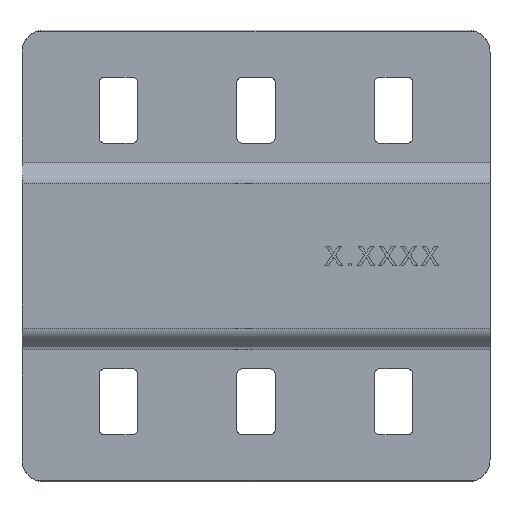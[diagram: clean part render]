
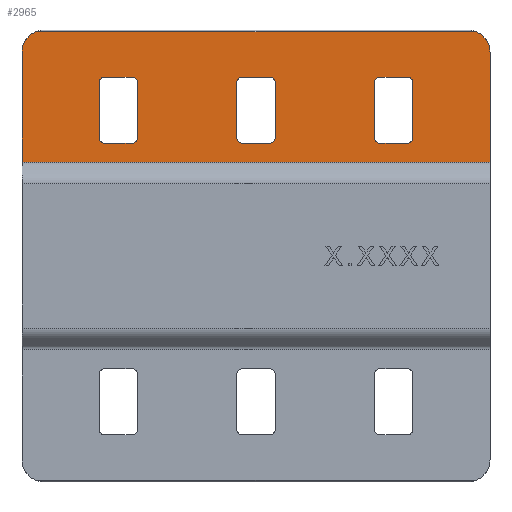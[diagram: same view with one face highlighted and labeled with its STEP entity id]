
A CAD part, top view. The second image highlights one B-rep face of the part: STEP entity #2965.
In plain terms, the highlighted planar face has unit normal (0, 0, 1).
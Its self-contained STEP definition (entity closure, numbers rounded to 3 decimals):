
#1=DIRECTION('',(0.,-1.,0.));
#2=VECTOR('',#1,19.964);
#3=CARTESIAN_POINT('',(92.5,37.,1.5));
#4=LINE('',#3,#2);
#139=CARTESIAN_POINT('',(77.5,21.5,1.5));
#140=DIRECTION('',(0.,0.,-1.));
#141=DIRECTION('',(1.,0.,0.));
#142=AXIS2_PLACEMENT_3D('',#139,#140,#141);
#144=CARTESIAN_POINT('',(77.5,31.5,1.5));
#145=DIRECTION('',(0.,0.,-1.));
#146=DIRECTION('',(0.,1.,0.));
#147=AXIS2_PLACEMENT_3D('',#144,#145,#146);
#149=CARTESIAN_POINT('',(72.5,31.5,1.5));
#150=DIRECTION('',(0.,0.,-1.));
#151=DIRECTION('',(-1.,0.,0.));
#152=AXIS2_PLACEMENT_3D('',#149,#150,#151);
#154=CARTESIAN_POINT('',(72.5,21.5,1.5));
#155=DIRECTION('',(0.,0.,-1.));
#156=DIRECTION('',(0.,-1.,0.));
#157=AXIS2_PLACEMENT_3D('',#154,#155,#156);
#159=CARTESIAN_POINT('',(27.5,21.5,1.5));
#160=DIRECTION('',(0.,0.,-1.));
#161=DIRECTION('',(1.,0.,0.));
#162=AXIS2_PLACEMENT_3D('',#159,#160,#161);
#164=CARTESIAN_POINT('',(27.5,31.5,1.5));
#165=DIRECTION('',(0.,0.,-1.));
#166=DIRECTION('',(0.,1.,0.));
#167=AXIS2_PLACEMENT_3D('',#164,#165,#166);
#169=CARTESIAN_POINT('',(22.5,31.5,1.5));
#170=DIRECTION('',(0.,0.,-1.));
#171=DIRECTION('',(-1.,0.,0.));
#172=AXIS2_PLACEMENT_3D('',#169,#170,#171);
#174=CARTESIAN_POINT('',(22.5,21.5,1.5));
#175=DIRECTION('',(0.,0.,-1.));
#176=DIRECTION('',(0.,-1.,0.));
#177=AXIS2_PLACEMENT_3D('',#174,#175,#176);
#179=CARTESIAN_POINT('',(52.5,21.5,1.5));
#180=DIRECTION('',(0.,0.,-1.));
#181=DIRECTION('',(1.,0.,0.));
#182=AXIS2_PLACEMENT_3D('',#179,#180,#181);
#184=CARTESIAN_POINT('',(52.5,31.5,1.5));
#185=DIRECTION('',(0.,0.,-1.));
#186=DIRECTION('',(0.,1.,0.));
#187=AXIS2_PLACEMENT_3D('',#184,#185,#186);
#189=CARTESIAN_POINT('',(47.5,31.5,1.5));
#190=DIRECTION('',(0.,0.,-1.));
#191=DIRECTION('',(-1.,0.,0.));
#192=AXIS2_PLACEMENT_3D('',#189,#190,#191);
#194=CARTESIAN_POINT('',(47.5,21.5,1.5));
#195=DIRECTION('',(0.,0.,-1.));
#196=DIRECTION('',(0.,-1.,0.));
#197=AXIS2_PLACEMENT_3D('',#194,#195,#196);
#199=CARTESIAN_POINT('',(11.5,37.,1.5));
#200=DIRECTION('',(0.,0.,1.));
#201=DIRECTION('',(-0.38,0.925,0.));
#202=AXIS2_PLACEMENT_3D('',#199,#200,#201);
#204=DIRECTION('',(1.,0.,0.));
#205=VECTOR('',#204,80.04);
#206=CARTESIAN_POINT('',(9.98,40.7,1.5));
#207=LINE('',#206,#205);
#208=CARTESIAN_POINT('',(88.5,37.,1.5));
#209=DIRECTION('',(0.,0.,1.));
#210=DIRECTION('',(1.,0.,0.));
#211=AXIS2_PLACEMENT_3D('',#208,#209,#210);
#213=DIRECTION('',(1.,0.,0.));
#214=VECTOR('',#213,5.);
#215=CARTESIAN_POINT('',(72.5,20.5,1.5));
#216=LINE('',#215,#214);
#225=DIRECTION('',(0.,1.,0.));
#226=VECTOR('',#225,10.);
#227=CARTESIAN_POINT('',(78.5,21.5,1.5));
#228=LINE('',#227,#226);
#237=DIRECTION('',(-1.,0.,0.));
#238=VECTOR('',#237,5.);
#239=CARTESIAN_POINT('',(77.5,32.5,1.5));
#240=LINE('',#239,#238);
#249=DIRECTION('',(0.,-1.,0.));
#250=VECTOR('',#249,10.);
#251=CARTESIAN_POINT('',(71.5,31.5,1.5));
#252=LINE('',#251,#250);
#253=DIRECTION('',(1.,0.,0.));
#254=VECTOR('',#253,5.);
#255=CARTESIAN_POINT('',(22.5,20.5,1.5));
#256=LINE('',#255,#254);
#265=DIRECTION('',(0.,-1.,0.));
#266=VECTOR('',#265,10.);
#267=CARTESIAN_POINT('',(21.5,31.5,1.5));
#268=LINE('',#267,#266);
#277=DIRECTION('',(-1.,0.,0.));
#278=VECTOR('',#277,5.);
#279=CARTESIAN_POINT('',(27.5,32.5,1.5));
#280=LINE('',#279,#278);
#289=DIRECTION('',(0.,1.,0.));
#290=VECTOR('',#289,10.);
#291=CARTESIAN_POINT('',(28.5,21.5,1.5));
#292=LINE('',#291,#290);
#301=DIRECTION('',(1.,0.,0.));
#302=VECTOR('',#301,5.);
#303=CARTESIAN_POINT('',(47.5,20.5,1.5));
#304=LINE('',#303,#302);
#313=DIRECTION('',(0.,-1.,0.));
#314=VECTOR('',#313,10.);
#315=CARTESIAN_POINT('',(46.5,31.5,1.5));
#316=LINE('',#315,#314);
#325=DIRECTION('',(-1.,0.,0.));
#326=VECTOR('',#325,5.);
#327=CARTESIAN_POINT('',(52.5,32.5,1.5));
#328=LINE('',#327,#326);
#337=DIRECTION('',(0.,1.,0.));
#338=VECTOR('',#337,10.);
#339=CARTESIAN_POINT('',(53.5,21.5,1.5));
#340=LINE('',#339,#338);
#377=CARTESIAN_POINT('',(9.98,40.7,1.5));
#383=DIRECTION('',(0.,-1.,0.));
#384=VECTOR('',#383,19.964);
#385=CARTESIAN_POINT('',(7.5,37.,1.5));
#386=LINE('',#385,#384);
#451=DIRECTION('',(-1.,0.,0.));
#452=VECTOR('',#451,85.);
#453=CARTESIAN_POINT('',(92.5,17.036,1.5));
#454=LINE('',#453,#452);
#2183=CARTESIAN_POINT('',(72.5,20.5,1.5));
#2184=CARTESIAN_POINT('',(77.5,20.5,1.5));
#2185=VERTEX_POINT('',#2183);
#2186=VERTEX_POINT('',#2184);
#2187=CARTESIAN_POINT('',(71.5,21.5,1.5));
#2188=VERTEX_POINT('',#2187);
#2189=CARTESIAN_POINT('',(71.5,31.5,1.5));
#2190=VERTEX_POINT('',#2189);
#2191=CARTESIAN_POINT('',(72.5,32.5,1.5));
#2192=VERTEX_POINT('',#2191);
#2193=CARTESIAN_POINT('',(77.5,32.5,1.5));
#2194=VERTEX_POINT('',#2193);
#2195=CARTESIAN_POINT('',(78.5,31.5,1.5));
#2196=VERTEX_POINT('',#2195);
#2197=CARTESIAN_POINT('',(78.5,21.5,1.5));
#2198=VERTEX_POINT('',#2197);
#2199=CARTESIAN_POINT('',(22.5,20.5,1.5));
#2200=CARTESIAN_POINT('',(27.5,20.5,1.5));
#2201=VERTEX_POINT('',#2199);
#2202=VERTEX_POINT('',#2200);
#2203=CARTESIAN_POINT('',(21.5,21.5,1.5));
#2204=VERTEX_POINT('',#2203);
#2205=CARTESIAN_POINT('',(21.5,31.5,1.5));
#2206=VERTEX_POINT('',#2205);
#2207=CARTESIAN_POINT('',(22.5,32.5,1.5));
#2208=VERTEX_POINT('',#2207);
#2209=CARTESIAN_POINT('',(27.5,32.5,1.5));
#2210=VERTEX_POINT('',#2209);
#2211=CARTESIAN_POINT('',(28.5,31.5,1.5));
#2212=VERTEX_POINT('',#2211);
#2213=CARTESIAN_POINT('',(28.5,21.5,1.5));
#2214=VERTEX_POINT('',#2213);
#2215=CARTESIAN_POINT('',(92.5,37.,1.5));
#2216=CARTESIAN_POINT('',(92.5,17.036,1.5));
#2217=VERTEX_POINT('',#2215);
#2218=VERTEX_POINT('',#2216);
#2219=CARTESIAN_POINT('',(90.02,40.7,1.5));
#2220=VERTEX_POINT('',#2219);
#2221=CARTESIAN_POINT('',(47.5,20.5,1.5));
#2222=CARTESIAN_POINT('',(52.5,20.5,1.5));
#2223=VERTEX_POINT('',#2221);
#2224=VERTEX_POINT('',#2222);
#2225=CARTESIAN_POINT('',(46.5,21.5,1.5));
#2226=VERTEX_POINT('',#2225);
#2227=CARTESIAN_POINT('',(46.5,31.5,1.5));
#2228=VERTEX_POINT('',#2227);
#2229=CARTESIAN_POINT('',(47.5,32.5,1.5));
#2230=VERTEX_POINT('',#2229);
#2231=CARTESIAN_POINT('',(52.5,32.5,1.5));
#2232=VERTEX_POINT('',#2231);
#2233=CARTESIAN_POINT('',(53.5,31.5,1.5));
#2234=VERTEX_POINT('',#2233);
#2235=CARTESIAN_POINT('',(53.5,21.5,1.5));
#2236=VERTEX_POINT('',#2235);
#2765=CARTESIAN_POINT('',(7.5,17.036,1.5));
#2766=VERTEX_POINT('',#2765);
#2787=VERTEX_POINT('',#377);
#2788=CARTESIAN_POINT('',(7.5,37.,1.5));
#2789=VERTEX_POINT('',#2788);
#2894=CARTESIAN_POINT('',(92.5,16.,1.5));
#2895=DIRECTION('',(0.,0.,1.));
#2896=DIRECTION('',(0.,-1.,0.));
#2897=AXIS2_PLACEMENT_3D('',#2894,#2895,#2896);
#2898=PLANE('',#2897);
#2900=ORIENTED_EDGE('',*,*,#2899,.F.);
#2902=ORIENTED_EDGE('',*,*,#2901,.T.);
#2904=ORIENTED_EDGE('',*,*,#2903,.F.);
#2905=ORIENTED_EDGE('',*,*,#2799,.T.);
#2907=ORIENTED_EDGE('',*,*,#2906,.T.);
#2909=ORIENTED_EDGE('',*,*,#2908,.F.);
#2910=EDGE_LOOP('',(#2900,#2902,#2904,#2905,#2907,#2909));
#2911=FACE_OUTER_BOUND('',#2910,.F.);
#2913=ORIENTED_EDGE('',*,*,#2912,.T.);
#2915=ORIENTED_EDGE('',*,*,#2914,.F.);
#2917=ORIENTED_EDGE('',*,*,#2916,.T.);
#2919=ORIENTED_EDGE('',*,*,#2918,.F.);
#2921=ORIENTED_EDGE('',*,*,#2920,.T.);
#2923=ORIENTED_EDGE('',*,*,#2922,.F.);
#2925=ORIENTED_EDGE('',*,*,#2924,.T.);
#2927=ORIENTED_EDGE('',*,*,#2926,.F.);
#2928=EDGE_LOOP('',(#2913,#2915,#2917,#2919,#2921,#2923,#2925,#2927));
#2929=FACE_BOUND('',#2928,.F.);
#2931=ORIENTED_EDGE('',*,*,#2930,.T.);
#2933=ORIENTED_EDGE('',*,*,#2932,.F.);
#2935=ORIENTED_EDGE('',*,*,#2934,.T.);
#2937=ORIENTED_EDGE('',*,*,#2936,.F.);
#2939=ORIENTED_EDGE('',*,*,#2938,.T.);
#2941=ORIENTED_EDGE('',*,*,#2940,.F.);
#2943=ORIENTED_EDGE('',*,*,#2942,.T.);
#2945=ORIENTED_EDGE('',*,*,#2944,.F.);
#2946=EDGE_LOOP('',(#2931,#2933,#2935,#2937,#2939,#2941,#2943,#2945));
#2947=FACE_BOUND('',#2946,.F.);
#2949=ORIENTED_EDGE('',*,*,#2948,.T.);
#2951=ORIENTED_EDGE('',*,*,#2950,.F.);
#2953=ORIENTED_EDGE('',*,*,#2952,.T.);
#2955=ORIENTED_EDGE('',*,*,#2954,.F.);
#2957=ORIENTED_EDGE('',*,*,#2956,.T.);
#2959=ORIENTED_EDGE('',*,*,#2958,.F.);
#2961=ORIENTED_EDGE('',*,*,#2960,.T.);
#2962=ORIENTED_EDGE('',*,*,#2884,.F.);
#2963=EDGE_LOOP('',(#2949,#2951,#2953,#2955,#2957,#2959,#2961,#2962));
#2964=FACE_BOUND('',#2963,.F.);
#2965=ADVANCED_FACE('',(#2911,#2929,#2947,#2964),#2898,.T.);
#143=CIRCLE('',#142,1.);
#148=CIRCLE('',#147,1.);
#153=CIRCLE('',#152,1.);
#158=CIRCLE('',#157,1.);
#163=CIRCLE('',#162,1.);
#168=CIRCLE('',#167,1.);
#173=CIRCLE('',#172,1.);
#178=CIRCLE('',#177,1.);
#183=CIRCLE('',#182,1.);
#188=CIRCLE('',#187,1.);
#193=CIRCLE('',#192,1.);
#198=CIRCLE('',#197,1.);
#203=CIRCLE('',#202,4.);
#212=CIRCLE('',#211,4.);
#2799=EDGE_CURVE('',#2217,#2218,#4,.T.);
#2884=EDGE_CURVE('',#2185,#2188,#158,.T.);
#2899=EDGE_CURVE('',#2787,#2789,#203,.T.);
#2901=EDGE_CURVE('',#2787,#2220,#207,.T.);
#2903=EDGE_CURVE('',#2217,#2220,#212,.T.);
#2906=EDGE_CURVE('',#2218,#2766,#454,.T.);
#2908=EDGE_CURVE('',#2789,#2766,#386,.T.);
#2912=EDGE_CURVE('',#2201,#2202,#256,.T.);
#2914=EDGE_CURVE('',#2214,#2202,#163,.T.);
#2916=EDGE_CURVE('',#2214,#2212,#292,.T.);
#2918=EDGE_CURVE('',#2210,#2212,#168,.T.);
#2920=EDGE_CURVE('',#2210,#2208,#280,.T.);
#2922=EDGE_CURVE('',#2206,#2208,#173,.T.);
#2924=EDGE_CURVE('',#2206,#2204,#268,.T.);
#2926=EDGE_CURVE('',#2201,#2204,#178,.T.);
#2930=EDGE_CURVE('',#2223,#2224,#304,.T.);
#2932=EDGE_CURVE('',#2236,#2224,#183,.T.);
#2934=EDGE_CURVE('',#2236,#2234,#340,.T.);
#2936=EDGE_CURVE('',#2232,#2234,#188,.T.);
#2938=EDGE_CURVE('',#2232,#2230,#328,.T.);
#2940=EDGE_CURVE('',#2228,#2230,#193,.T.);
#2942=EDGE_CURVE('',#2228,#2226,#316,.T.);
#2944=EDGE_CURVE('',#2223,#2226,#198,.T.);
#2948=EDGE_CURVE('',#2185,#2186,#216,.T.);
#2950=EDGE_CURVE('',#2198,#2186,#143,.T.);
#2952=EDGE_CURVE('',#2198,#2196,#228,.T.);
#2954=EDGE_CURVE('',#2194,#2196,#148,.T.);
#2956=EDGE_CURVE('',#2194,#2192,#240,.T.);
#2958=EDGE_CURVE('',#2190,#2192,#153,.T.);
#2960=EDGE_CURVE('',#2190,#2188,#252,.T.);
